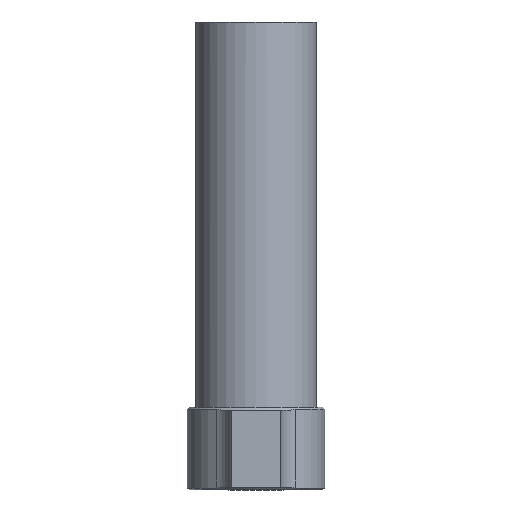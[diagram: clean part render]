
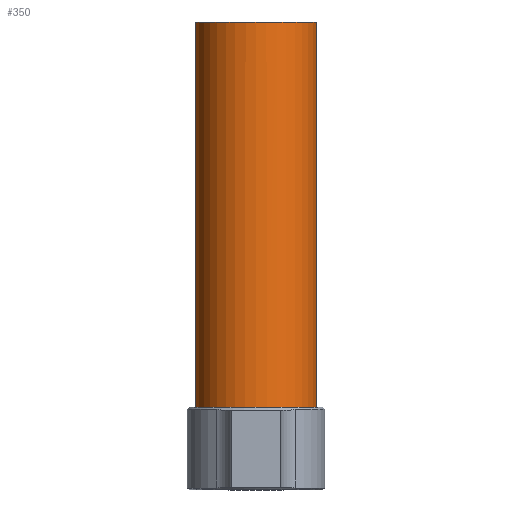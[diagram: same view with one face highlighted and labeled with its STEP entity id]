
A CAD part, front view. The second image highlights one B-rep face of the part: STEP entity #350.
In plain terms, the highlighted cylindrical face has radius 11 mm (diameter 22 mm), a full revolution.
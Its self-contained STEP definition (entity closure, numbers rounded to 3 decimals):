
#137=EDGE_CURVE('Unnamed[1]',#413,#414,#415,.T.);
#204=EDGE_CURVE('Unnamed[1]',#521,#522,#523,.T.);
#220=EDGE_CURVE('Unnamed[1]',#521,#414,#545,.T.);
#279=EDGE_CURVE('Unnamed[1]',#522,#413,#623,.T.);
#283=EDGE_CURVE('Unnamed[1]',#628,#628,#629,.T.);
#350=ADVANCED_FACE('Unnamed[1]',(#714,#715),#716,.T.);
#413=VERTEX_POINT('',#783);
#414=VERTEX_POINT('',#784);
#415=LINE('',#785,#786);
#521=VERTEX_POINT('',#960);
#522=VERTEX_POINT('',#961);
#523=LINE('',#962,#963);
#545=CIRCLE('',#993,11.0);
#623=ELLIPSE('',#1293,15.556,11.0);
#628=VERTEX_POINT('',#1301);
#629=CIRCLE('',#1302,11.0);
#714=FACE_BOUND('',#1693,.T.);
#715=FACE_BOUND('',#1694,.T.);
#716=CYLINDRICAL_SURFACE('',#1695,11.0);
#783=CARTESIAN_POINT('',(5.545,9.5,-64.));
#784=CARTESIAN_POINT('',(5.545,9.5,0.));
#785=CARTESIAN_POINT('',(5.545,9.5,-32.));
#786=VECTOR('',#1940,1.0);
#960=CARTESIAN_POINT('',(-5.545,9.5,0.));
#961=CARTESIAN_POINT('',(-5.545,9.5,-64.));
#962=CARTESIAN_POINT('',(-5.545,9.5,-32.));
#963=VECTOR('',#2058,1.0);
#993=AXIS2_PLACEMENT_3D('',#2087,#2088,#2089);
#1293=AXIS2_PLACEMENT_3D('',#2167,#2168,#2169);
#1301=CARTESIAN_POINT('',(0.,11.0,-70.0));
#1302=AXIS2_PLACEMENT_3D('',#2171,#2172,#2173);
#1693=EDGE_LOOP('',(#2279));
#1694=EDGE_LOOP('',(#2280,#2281,#2282,#2283));
#1695=AXIS2_PLACEMENT_3D('',#2284,#2285,#2286);
#1940=DIRECTION('',(0.,0.,1.0));
#2058=DIRECTION('',(0.,0.,-1.0));
#2087=CARTESIAN_POINT('',(0.,0.,0.));
#2088=DIRECTION('',(0.,0.,1.0));
#2089=DIRECTION('',(0.,1.0,0.));
#2167=CARTESIAN_POINT('',(0.,0.,-54.5));
#2168=DIRECTION('',(0.,-0.707,-0.707));
#2169=DIRECTION('',(0.,0.707,-0.707));
#2171=CARTESIAN_POINT('',(0.,0.,-70.0));
#2172=DIRECTION('',(0.,0.,1.0));
#2173=DIRECTION('',(0.,1.0,0.));
#2279=ORIENTED_EDGE('',*,*,#283,.T.);
#2280=ORIENTED_EDGE('',*,*,#204,.T.);
#2281=ORIENTED_EDGE('',*,*,#279,.T.);
#2282=ORIENTED_EDGE('',*,*,#137,.T.);
#2283=ORIENTED_EDGE('',*,*,#220,.F.);
#2284=CARTESIAN_POINT('',(0.,0.,-35.));
#2285=DIRECTION('',(0.,0.,1.0));
#2286=DIRECTION('',(0.,1.0,0.));
